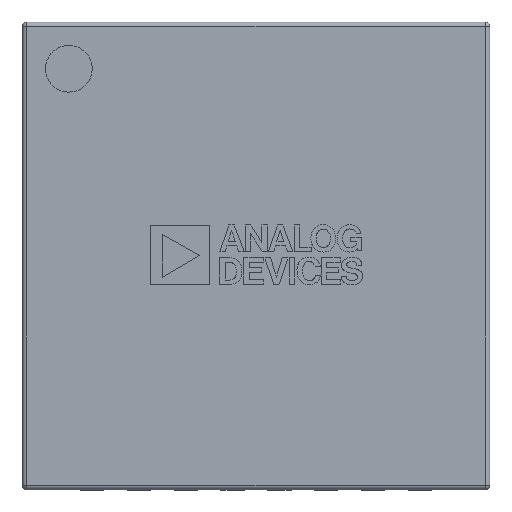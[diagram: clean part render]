
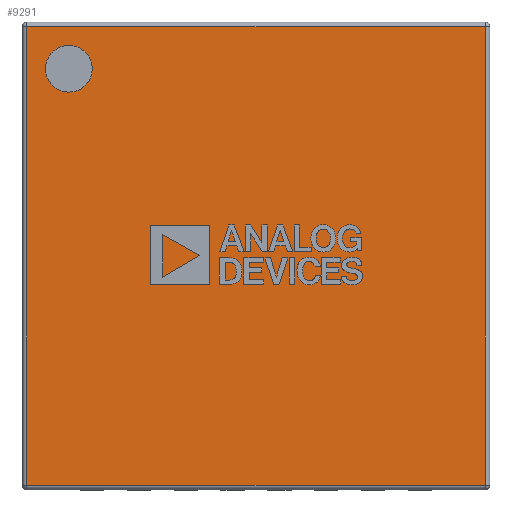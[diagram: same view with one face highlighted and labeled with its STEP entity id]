
A CAD part, top view. The second image highlights one B-rep face of the part: STEP entity #9291.
In plain terms, the highlighted planar face has unit normal (0, 0, 1).
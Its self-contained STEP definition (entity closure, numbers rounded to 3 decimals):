
#461=FACE_OUTER_BOUND('',#1003,.T.);
#1003=EDGE_LOOP('',(#6907,#6908,#6909,#6910));
#1831=LINE('',#13614,#3045);
#1834=LINE('',#13625,#3048);
#1836=LINE('',#13628,#3050);
#1837=LINE('',#13630,#3051);
#3045=VECTOR('',#11175,10.);
#3048=VECTOR('',#11190,10.);
#3050=VECTOR('',#11194,10.);
#3051=VECTOR('',#11197,10.);
#4120=VERTEX_POINT('',#13587);
#4123=VERTEX_POINT('',#13597);
#4125=VERTEX_POINT('',#13605);
#4127=VERTEX_POINT('',#13617);
#5152=EDGE_CURVE('',#4120,#4125,#1831,.T.);
#5158=EDGE_CURVE('',#4125,#4127,#1834,.T.);
#5160=EDGE_CURVE('',#4127,#4123,#1836,.T.);
#5161=EDGE_CURVE('',#4123,#4120,#1837,.T.);
#6907=ORIENTED_EDGE('',*,*,#5152,.F.);
#6908=ORIENTED_EDGE('',*,*,#5161,.F.);
#6909=ORIENTED_EDGE('',*,*,#5160,.F.);
#6910=ORIENTED_EDGE('',*,*,#5158,.F.);
#8789=PLANE('',#10025);
#9291=ADVANCED_FACE('',(#461),#8789,.T.);
#10025=AXIS2_PLACEMENT_3D('',#13634,#11203,#11204);
#11175=DIRECTION('',(-1.,0.,0.));
#11190=DIRECTION('',(0.,1.,0.));
#11194=DIRECTION('',(1.,0.,0.));
#11197=DIRECTION('',(0.,-1.,0.));
#11203=DIRECTION('center_axis',(0.,0.,1.));
#11204=DIRECTION('ref_axis',(1.,0.,0.));
#13587=CARTESIAN_POINT('',(2.45,-2.45,1.));
#13597=CARTESIAN_POINT('',(2.45,2.45,1.));
#13605=CARTESIAN_POINT('',(-2.45,-2.45,1.));
#13614=CARTESIAN_POINT('',(-1.25,-2.45,1.));
#13617=CARTESIAN_POINT('',(-2.45,2.45,1.));
#13625=CARTESIAN_POINT('',(-2.45,1.25,1.));
#13628=CARTESIAN_POINT('',(1.25,2.45,1.));
#13630=CARTESIAN_POINT('',(2.45,-1.25,1.));
#13634=CARTESIAN_POINT('Origin',(0.,0.,1.));
